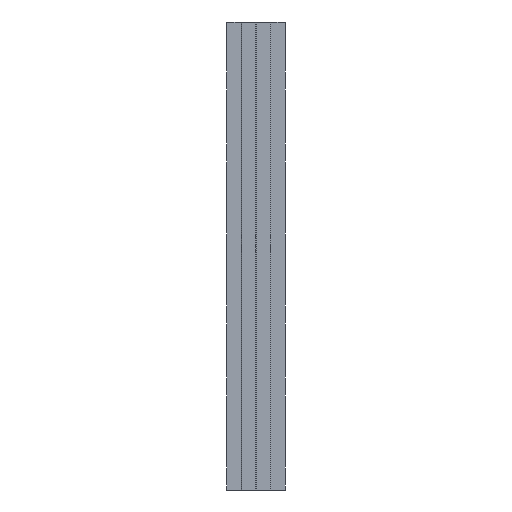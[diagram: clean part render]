
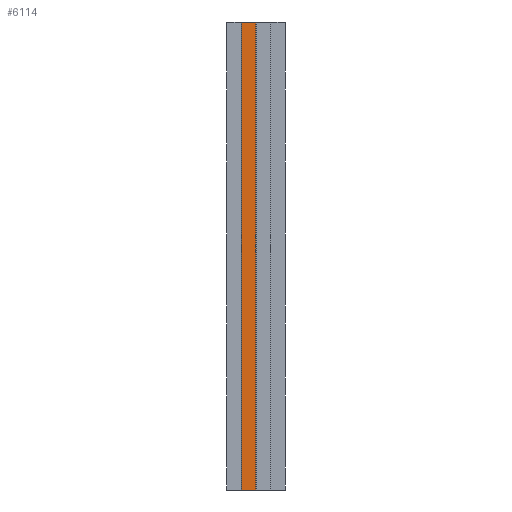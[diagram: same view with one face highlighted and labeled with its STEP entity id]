
A CAD part, left-side view. The second image highlights one B-rep face of the part: STEP entity #6114.
In plain terms, the highlighted planar face has unit normal (-1, 0, 0).
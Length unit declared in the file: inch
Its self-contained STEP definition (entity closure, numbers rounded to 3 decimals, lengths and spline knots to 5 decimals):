
#218=FACE_OUTER_BOUND('',#541,.T.);
#541=EDGE_LOOP('',(#4243,#4244,#4245,#4246));
#1402=LINE('',#9434,#1872);
#1500=LINE('',#9803,#1970);
#1504=LINE('',#9811,#1974);
#1505=LINE('',#9812,#1975);
#1872=VECTOR('',#7296,0.3937);
#1970=VECTOR('',#7632,25.);
#1974=VECTOR('',#7640,25.);
#1975=VECTOR('',#7641,0.49);
#2366=VERTEX_POINT('',#9431);
#2367=VERTEX_POINT('',#9433);
#2519=VERTEX_POINT('',#9802);
#2521=VERTEX_POINT('',#9810);
#3004=EDGE_CURVE('',#2367,#2366,#1402,.T.);
#3189=EDGE_CURVE('',#2367,#2519,#1500,.T.);
#3193=EDGE_CURVE('',#2366,#2521,#1504,.T.);
#3194=EDGE_CURVE('',#2521,#2519,#1505,.T.);
#4243=ORIENTED_EDGE('',*,*,#3004,.T.);
#4244=ORIENTED_EDGE('',*,*,#3193,.T.);
#4245=ORIENTED_EDGE('',*,*,#3194,.T.);
#4246=ORIENTED_EDGE('',*,*,#3189,.F.);
#5913=PLANE('',#6527);
#6114=ADVANCED_FACE('',(#218),#5913,.T.);
#6527=AXIS2_PLACEMENT_3D('',#9809,#7638,#7639);
#7296=DIRECTION('',(0.,-1.,0.));
#7632=DIRECTION('',(0.,0.,1.));
#7638=DIRECTION('center_axis',(-1.,0.,0.));
#7639=DIRECTION('ref_axis',(0.,0.,1.));
#7640=DIRECTION('',(0.,0.,1.));
#7641=DIRECTION('',(0.,1.,0.));
#9431=CARTESIAN_POINT('',(-0.5,0.005,-37.5));
#9433=CARTESIAN_POINT('',(-0.5,0.495,-37.5));
#9434=CARTESIAN_POINT('',(-0.5,-0.5,-37.5));
#9802=CARTESIAN_POINT('',(-0.5,0.495,-21.5));
#9803=CARTESIAN_POINT('',(-0.5,0.495,-46.5));
#9809=CARTESIAN_POINT('Origin',(-0.5,-1.,-46.5));
#9810=CARTESIAN_POINT('',(-0.5,0.005,-21.5));
#9811=CARTESIAN_POINT('',(-0.5,0.005,-46.5));
#9812=CARTESIAN_POINT('',(-0.5,0.005,-21.5));
